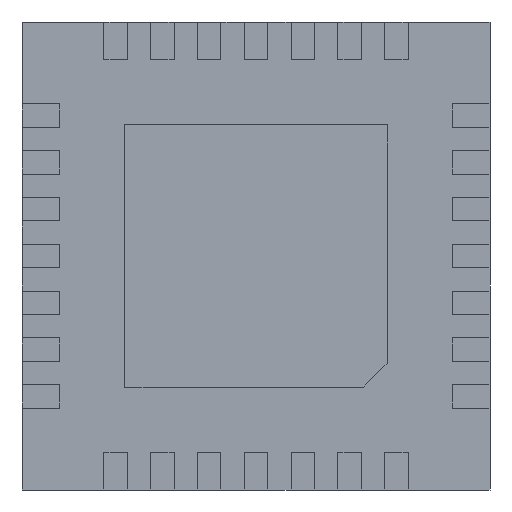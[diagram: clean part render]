
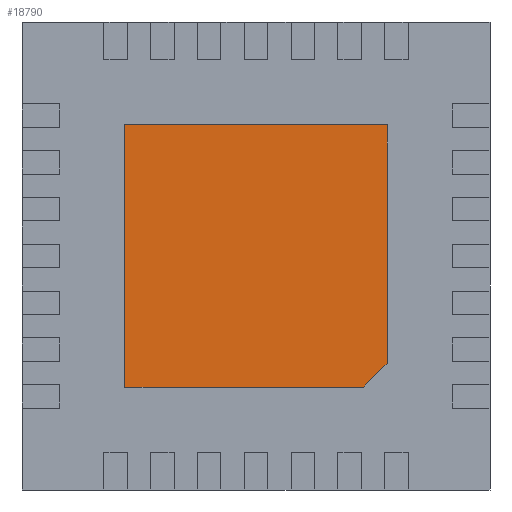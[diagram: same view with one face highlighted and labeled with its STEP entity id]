
A CAD part, front view. The second image highlights one B-rep face of the part: STEP entity #18790.
In plain terms, the highlighted planar face has unit normal (0, -1, 0).
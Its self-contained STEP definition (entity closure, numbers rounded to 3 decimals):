
#18616=DIRECTION('',(0.,0.,1.));
#18617=VECTOR('',#18616,2.549);
#18618=CARTESIAN_POINT('',(1.4,0.,-1.149));
#18619=LINE('',#18618,#18617);
#18623=DIRECTION('',(0.707,0.,0.707));
#18624=VECTOR('',#18623,0.356);
#18625=CARTESIAN_POINT('',(1.149,0.,-1.4));
#18626=LINE('',#18625,#18624);
#18630=DIRECTION('',(1.,0.,0.));
#18631=VECTOR('',#18630,2.549);
#18632=CARTESIAN_POINT('',(-1.4,0.,-1.4));
#18633=LINE('',#18632,#18631);
#18637=DIRECTION('',(0.,0.,-1.));
#18638=VECTOR('',#18637,2.8);
#18639=CARTESIAN_POINT('',(-1.4,0.,1.4));
#18640=LINE('',#18639,#18638);
#18644=DIRECTION('',(-1.,0.,0.));
#18645=VECTOR('',#18644,2.8);
#18646=CARTESIAN_POINT('',(1.4,0.,1.4));
#18647=LINE('',#18646,#18645);
#18708=CARTESIAN_POINT('',(1.4,0.,-1.149));
#18709=CARTESIAN_POINT('',(1.4,0.,1.4));
#18710=VERTEX_POINT('',#18708);
#18711=VERTEX_POINT('',#18709);
#18712=CARTESIAN_POINT('',(-1.4,0.,1.4));
#18713=VERTEX_POINT('',#18712);
#18714=CARTESIAN_POINT('',(-1.4,0.,-1.4));
#18715=VERTEX_POINT('',#18714);
#18716=CARTESIAN_POINT('',(1.149,0.,-1.4));
#18717=VERTEX_POINT('',#18716);
#18775=CARTESIAN_POINT('',(0.,0.,0.));
#18776=DIRECTION('',(0.,1.,0.));
#18777=DIRECTION('',(1.,0.,0.));
#18778=AXIS2_PLACEMENT_3D('',#18775,#18776,#18777);
#18779=PLANE('',#18778);
#18780=ORIENTED_EDGE('',*,*,#18737,.F.);
#18782=ORIENTED_EDGE('',*,*,#18781,.F.);
#18784=ORIENTED_EDGE('',*,*,#18783,.F.);
#18786=ORIENTED_EDGE('',*,*,#18785,.F.);
#18787=ORIENTED_EDGE('',*,*,#18768,.F.);
#18788=EDGE_LOOP('',(#18780,#18782,#18784,#18786,#18787));
#18789=FACE_OUTER_BOUND('',#18788,.F.);
#18790=ADVANCED_FACE('',(#18789),#18779,.F.);
#18737=EDGE_CURVE('',#18710,#18711,#18619,.T.);
#18768=EDGE_CURVE('',#18711,#18713,#18647,.T.);
#18781=EDGE_CURVE('',#18717,#18710,#18626,.T.);
#18783=EDGE_CURVE('',#18715,#18717,#18633,.T.);
#18785=EDGE_CURVE('',#18713,#18715,#18640,.T.);
